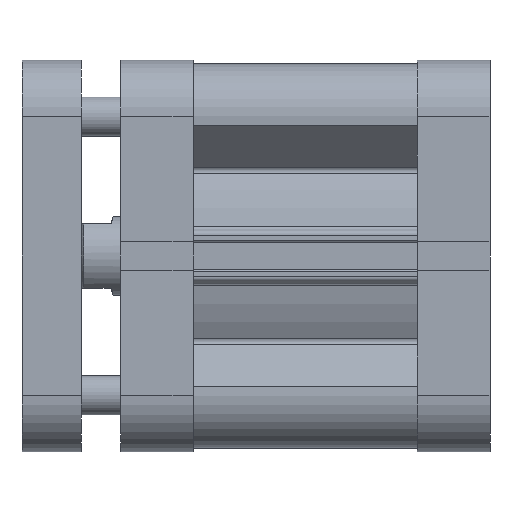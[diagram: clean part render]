
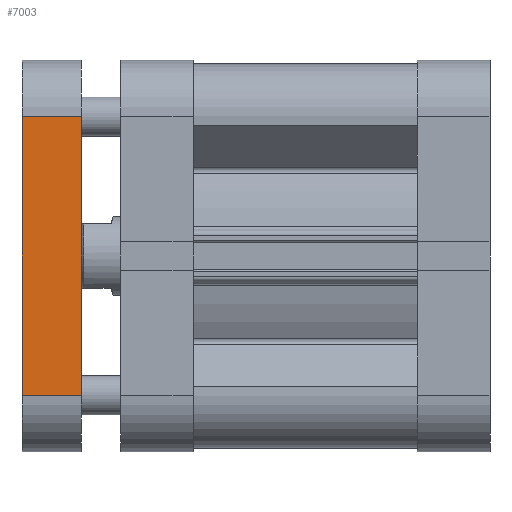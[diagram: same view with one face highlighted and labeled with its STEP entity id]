
A CAD part, front view. The second image highlights one B-rep face of the part: STEP entity #7003.
In plain terms, the highlighted planar face has unit normal (0, -1, 0).
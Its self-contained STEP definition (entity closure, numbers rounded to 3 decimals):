
#305 = CARTESIAN_POINT ( 'NONE',  ( -15.821, -39.75, 28.25 ) ) ;
#307 = CARTESIAN_POINT ( 'NONE',  ( -15.821, -39.75, -28.25 ) ) ;
#333 = CARTESIAN_POINT ( 'NONE',  ( -27.821, -39.75, 28.25 ) ) ;
#334 = CARTESIAN_POINT ( 'NONE',  ( -27.821, -39.75, -28.25 ) ) ;
#559 = ORIENTED_EDGE ( 'NONE', *, *, #1764, .T. ) ;
#590 = ORIENTED_EDGE ( 'NONE', *, *, #1778, .T. ) ;
#612 = ORIENTED_EDGE ( 'NONE', *, *, #1783, .T. ) ;
#668 = ORIENTED_EDGE ( 'NONE', *, *, #1755, .T. ) ;
#1020 = EDGE_LOOP ( 'NONE', ( #668, #590, #559, #612 ) ) ;
#1209 = VERTEX_POINT ( 'NONE', #334 ) ;
#1210 = VERTEX_POINT ( 'NONE', #333 ) ;
#1215 = VERTEX_POINT ( 'NONE', #307 ) ;
#1216 = VERTEX_POINT ( 'NONE', #305 ) ;
#1755 = EDGE_CURVE ( 'NONE', #1215, #1216, #8730, .T. ) ;
#1764 = EDGE_CURVE ( 'NONE', #1210, #1209, #8740, .T. ) ;
#1778 = EDGE_CURVE ( 'NONE', #1216, #1210, #8769, .T. ) ;
#1783 = EDGE_CURVE ( 'NONE', #1209, #1215, #8768, .T. ) ;
#2282 = AXIS2_PLACEMENT_3D ( 'NONE', #5224, #5231, #5232 ) ;
#4488 = FACE_OUTER_BOUND ( 'NONE', #1020, .T. ) ;
#5221 = PLANE ( 'NONE',  #2282 ) ;
#5224 = CARTESIAN_POINT ( 'NONE',  ( 40.394, -39.75, 0. ) ) ;
#5231 = DIRECTION ( 'NONE',  ( 0., 1., 0. ) ) ;
#5232 = DIRECTION ( 'NONE',  ( 0., 0., 1. ) ) ;
#7003 = ADVANCED_FACE ( 'NONE', ( #4488 ), #5221, .F. ) ;
#8726 = VECTOR ( 'NONE', #9851, 1000. ) ;
#8730 = LINE ( 'NONE', #9850, #8726 ) ;
#8740 = LINE ( 'NONE', #9874, #8745 ) ;
#8745 = VECTOR ( 'NONE', #9875, 1000. ) ;
#8764 = VECTOR ( 'NONE', #9922, 1000. ) ;
#8768 = LINE ( 'NONE', #9921, #8764 ) ;
#8769 = LINE ( 'NONE', #9909, #8770 ) ;
#8770 = VECTOR ( 'NONE', #9910, 1000. ) ;
#9850 = CARTESIAN_POINT ( 'NONE',  ( -15.821, -39.75, 0. ) ) ;
#9851 = DIRECTION ( 'NONE',  ( 0., 0., 1. ) ) ;
#9874 = CARTESIAN_POINT ( 'NONE',  ( -27.821, -39.75, 0. ) ) ;
#9875 = DIRECTION ( 'NONE',  ( 0., 0., -1. ) ) ;
#9909 = CARTESIAN_POINT ( 'NONE',  ( 40.394, -39.75, 28.25 ) ) ;
#9910 = DIRECTION ( 'NONE',  ( -1., 0., 0. ) ) ;
#9921 = CARTESIAN_POINT ( 'NONE',  ( -15.821, -39.75, -28.25 ) ) ;
#9922 = DIRECTION ( 'NONE',  ( 1., 0., 0. ) ) ;
